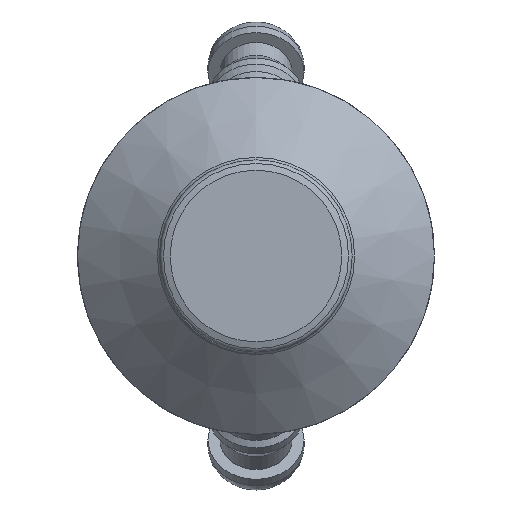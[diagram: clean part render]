
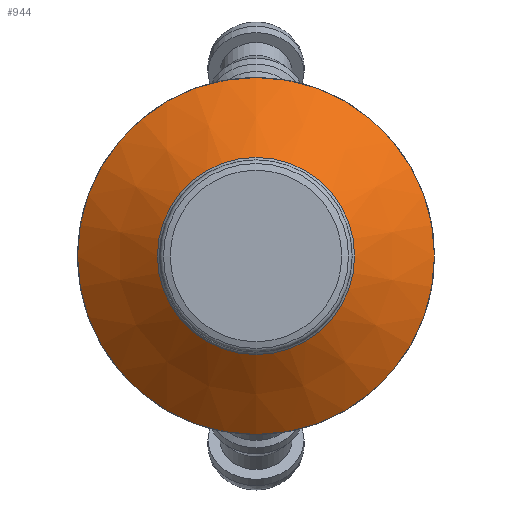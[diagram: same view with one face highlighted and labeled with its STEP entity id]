
A CAD part, front view. The second image highlights one B-rep face of the part: STEP entity #944.
In plain terms, the highlighted conical face has half-angle 50.194 degrees and reference radius 20.18 mm.
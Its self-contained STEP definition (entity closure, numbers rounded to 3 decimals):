
#34=CONICAL_SURFACE('',#1073,20.18,0.876);
#60=LINE('',#1620,#105);
#105=VECTOR('',#1319,20.18);
#193=FACE_OUTER_BOUND('',#255,.T.);
#255=EDGE_LOOP('',(#693,#694,#695,#696,#697));
#335=CIRCLE('',#1072,14.36);
#336=CIRCLE('',#1074,26.);
#337=CIRCLE('',#1075,26.);
#407=VERTEX_POINT('',#1612);
#408=VERTEX_POINT('',#1616);
#409=VERTEX_POINT('',#1617);
#508=EDGE_CURVE('',#407,#407,#335,.T.);
#509=EDGE_CURVE('',#408,#409,#336,.T.);
#510=EDGE_CURVE('',#409,#408,#337,.T.);
#511=EDGE_CURVE('',#409,#407,#60,.T.);
#693=ORIENTED_EDGE('',*,*,#509,.F.);
#694=ORIENTED_EDGE('',*,*,#510,.F.);
#695=ORIENTED_EDGE('',*,*,#511,.T.);
#696=ORIENTED_EDGE('',*,*,#508,.F.);
#697=ORIENTED_EDGE('',*,*,#511,.F.);
#944=ADVANCED_FACE('',(#193),#34,.T.);
#1072=AXIS2_PLACEMENT_3D('',#1614,#1311,#1312);
#1073=AXIS2_PLACEMENT_3D('',#1615,#1313,#1314);
#1074=AXIS2_PLACEMENT_3D('',#1618,#1315,#1316);
#1075=AXIS2_PLACEMENT_3D('',#1619,#1317,#1318);
#1311=DIRECTION('center_axis',(0.,-1.,0.));
#1312=DIRECTION('ref_axis',(0.,0.,-1.));
#1313=DIRECTION('center_axis',(0.,1.,0.));
#1314=DIRECTION('ref_axis',(0.,0.,-1.));
#1315=DIRECTION('center_axis',(0.,1.,0.));
#1316=DIRECTION('ref_axis',(-1.,0.,0.));
#1317=DIRECTION('center_axis',(0.,1.,0.));
#1318=DIRECTION('ref_axis',(-1.,0.,0.));
#1319=DIRECTION('',(0.,-0.64,-0.768));
#1612=CARTESIAN_POINT('',(0.,16.3,14.36));
#1614=CARTESIAN_POINT('Origin',(0.,16.3,0.));
#1615=CARTESIAN_POINT('Origin',(0.,21.15,0.));
#1616=CARTESIAN_POINT('',(26.,26.,0.));
#1617=CARTESIAN_POINT('',(0.,26.,26.));
#1618=CARTESIAN_POINT('Origin',(0.,26.,0.));
#1619=CARTESIAN_POINT('Origin',(0.,26.,0.));
#1620=CARTESIAN_POINT('',(0.,21.15,20.18));
